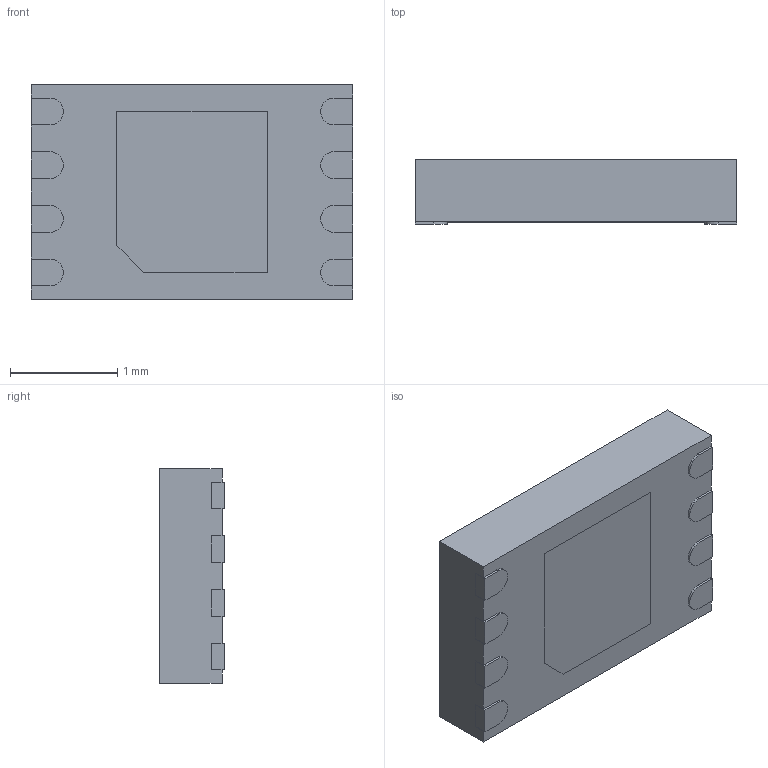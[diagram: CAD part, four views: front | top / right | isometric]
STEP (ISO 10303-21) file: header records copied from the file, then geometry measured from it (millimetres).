
FILE_DESCRIPTION (( 'STEP AP214' ), '1' );
FILE_NAME ('BU6655NUX-TR.STEP', '2021-09-24T03:36:48', ( '' ), ( '' ), 'SwSTEP 2.0', 'SolidWorks 2020', '' );
FILE_SCHEMA (( 'AUTOMOTIVE_DESIGN' ));
Length unit declared in the file: millimetre
Products named in the file (1): BU6655NUX-TR
Bounding box: 3 x 0.6 x 2 mm (x, y, z)
Volume: 3.5 mm3; surface area: 25.7 mm2
Topology: 11 solids, 11 shells, 114 faces, 270 edges, 180 vertices
Faces by surface type: plane 86, cylinder 28
Entity records: 3394 total; most frequent: CARTESIAN_POINT 565, DIRECTION 556, ORIENTED_EDGE 540, EDGE_CURVE 270, VECTOR 214, LINE 214, VERTEX_POINT 180, AXIS2_PLACEMENT_3D 171
